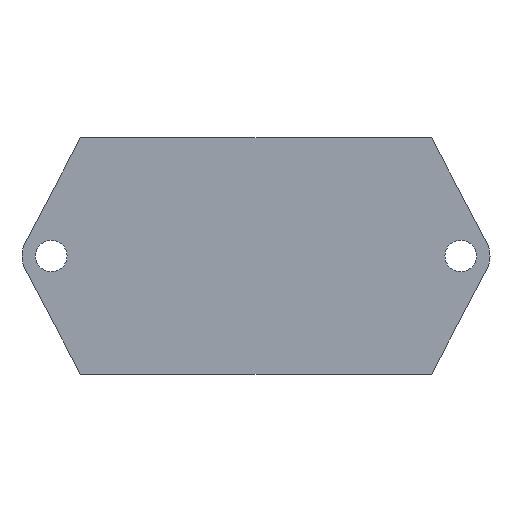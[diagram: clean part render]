
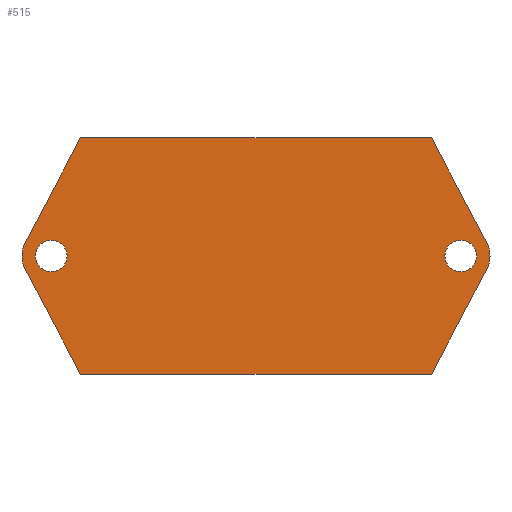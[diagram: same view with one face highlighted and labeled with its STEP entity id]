
A CAD part, front view. The second image highlights one B-rep face of the part: STEP entity #515.
In plain terms, the highlighted planar face has unit normal (0, -1, 0).
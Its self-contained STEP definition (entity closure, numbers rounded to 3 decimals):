
#84=CARTESIAN_POINT('',(33.85,0.0,-10.1));
#85=VERTEX_POINT('',#84);
#86=CARTESIAN_POINT('',(32.5,0.0,-10.1));
#87=DIRECTION('',(0.0,1.0,0.0));
#88=DIRECTION('',(-1.0,0.0,0.0));
#89=AXIS2_PLACEMENT_3D('',#86,#87,#88);
#90=CIRCLE('',#89,1.35);
#91=EDGE_CURVE('',#85,#85,#90,.T.);
#101=CARTESIAN_POINT('',(30.,0.0,-20.2));
#102=VERTEX_POINT('',#101);
#103=CARTESIAN_POINT('',(34.711,0.0,-11.266));
#104=VERTEX_POINT('',#103);
#105=CARTESIAN_POINT('',(30.,0.0,-20.2));
#106=DIRECTION('',(0.466,0.0,0.885));
#107=VECTOR('',#106,10.1);
#108=LINE('',#105,#107);
#109=EDGE_CURVE('',#102,#104,#108,.T.);
#141=CARTESIAN_POINT('',(34.711,0.0,-8.934));
#142=VERTEX_POINT('',#141);
#143=CARTESIAN_POINT('',(32.5,0.0,-10.1));
#144=DIRECTION('',(0.0,-1.0,0.0));
#145=DIRECTION('',(0.885,0.0,-0.466));
#146=AXIS2_PLACEMENT_3D('',#143,#144,#145);
#147=CIRCLE('',#146,2.5);
#148=EDGE_CURVE('',#104,#142,#147,.T.);
#174=CARTESIAN_POINT('',(30.0,0.0,0.0));
#175=VERTEX_POINT('',#174);
#176=CARTESIAN_POINT('',(34.711,0.0,-8.934));
#177=DIRECTION('',(-0.466,0.0,0.885));
#178=VECTOR('',#177,10.1);
#179=LINE('',#176,#178);
#180=EDGE_CURVE('',#142,#175,#179,.T.);
#236=CARTESIAN_POINT('',(-1.15,0.0,-10.1));
#237=VERTEX_POINT('',#236);
#238=CARTESIAN_POINT('',(-2.5,0.0,-10.1));
#239=DIRECTION('',(0.0,1.0,0.0));
#240=DIRECTION('',(-1.0,0.0,0.0));
#241=AXIS2_PLACEMENT_3D('',#238,#239,#240);
#242=CIRCLE('',#241,1.35);
#243=EDGE_CURVE('',#237,#237,#242,.T.);
#253=CARTESIAN_POINT('',(-4.711,0.0,-8.934));
#254=VERTEX_POINT('',#253);
#255=CARTESIAN_POINT('',(-4.711,0.0,-11.266));
#256=VERTEX_POINT('',#255);
#257=CARTESIAN_POINT('',(-2.5,0.0,-10.1));
#258=DIRECTION('',(0.0,-1.0,0.0));
#259=DIRECTION('',(-0.885,0.0,0.466));
#260=AXIS2_PLACEMENT_3D('',#257,#258,#259);
#261=CIRCLE('',#260,2.5);
#262=EDGE_CURVE('',#254,#256,#261,.T.);
#295=CARTESIAN_POINT('',(0.,0.0,-20.2));
#296=VERTEX_POINT('',#295);
#297=CARTESIAN_POINT('',(-4.711,0.0,-11.266));
#298=DIRECTION('',(0.466,0.0,-0.885));
#299=VECTOR('',#298,10.1);
#300=LINE('',#297,#299);
#301=EDGE_CURVE('',#256,#296,#300,.T.);
#326=CARTESIAN_POINT('',(0.0,0.0,0.0));
#327=VERTEX_POINT('',#326);
#328=CARTESIAN_POINT('',(0.0,0.0,0.0));
#329=DIRECTION('',(-0.466,0.0,-0.885));
#330=VECTOR('',#329,10.1);
#331=LINE('',#328,#330);
#332=EDGE_CURVE('',#327,#254,#331,.T.);
#408=CARTESIAN_POINT('',(30.,0.0,-20.2));
#409=DIRECTION('',(-1.0,0.0,0.0));
#410=VECTOR('',#409,30.0);
#411=LINE('',#408,#410);
#412=EDGE_CURVE('',#102,#296,#411,.T.);
#463=CARTESIAN_POINT('',(0.0,0.0,0.0));
#464=DIRECTION('',(1.0,0.0,0.0));
#465=VECTOR('',#464,30.0);
#466=LINE('',#463,#465);
#467=EDGE_CURVE('',#327,#175,#466,.T.);
#494=CARTESIAN_POINT('',(15.,0.0,-10.1));
#495=DIRECTION('',(0.0,-1.0,0.0));
#496=DIRECTION('',(0.0,0.0,-1.0));
#497=AXIS2_PLACEMENT_3D('',#494,#495,#496);
#498=PLANE('',#497);
#499=ORIENTED_EDGE('',*,*,#467,.F.);
#500=ORIENTED_EDGE('',*,*,#332,.T.);
#501=ORIENTED_EDGE('',*,*,#262,.T.);
#502=ORIENTED_EDGE('',*,*,#301,.T.);
#503=ORIENTED_EDGE('',*,*,#412,.F.);
#504=ORIENTED_EDGE('',*,*,#109,.T.);
#505=ORIENTED_EDGE('',*,*,#148,.T.);
#506=ORIENTED_EDGE('',*,*,#180,.T.);
#507=EDGE_LOOP('',(#499,#500,#501,#502,#503,#504,#505,#506));
#508=FACE_OUTER_BOUND('',#507,.T.);
#509=ORIENTED_EDGE('',*,*,#91,.T.);
#510=EDGE_LOOP('',(#509));
#511=FACE_BOUND('',#510,.T.);
#512=ORIENTED_EDGE('',*,*,#243,.T.);
#513=EDGE_LOOP('',(#512));
#514=FACE_BOUND('',#513,.T.);
#515=ADVANCED_FACE('',(#508,#511,#514),#498,.T.);
